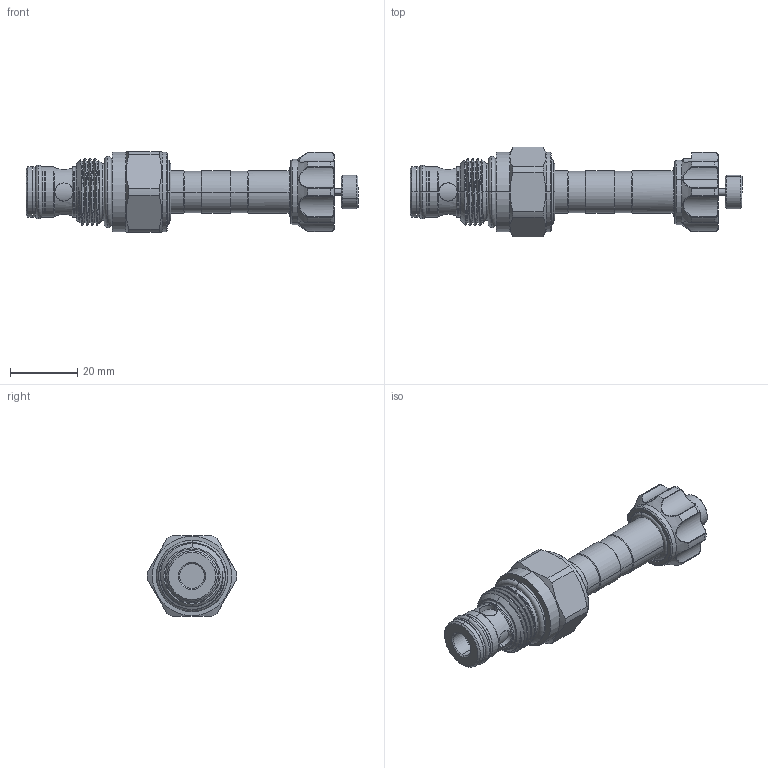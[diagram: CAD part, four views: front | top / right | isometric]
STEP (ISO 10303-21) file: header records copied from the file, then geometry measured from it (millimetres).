
FILE_DESCRIPTION (( 'STEP AP203' ), '1' );
FILE_NAME ('EP20M2A32P05.STEP', '2020-04-08T00:16:36', ( '' ), ( '' ), 'SwSTEP 2.0', 'SolidWorks 2018', '' );
FILE_SCHEMA (( 'CONFIG_CONTROL_DESIGN' ));
Length unit declared in the file: millimetre
Products named in the file (1): EP20M2A32P05
Bounding box: 98.8 x 26.69 x 24 mm (x, y, z)
Volume: 22479.1 mm3; surface area: 8712.4 mm2
Topology: 6 solids, 6 shells, 287 faces, 679 edges, 411 vertices
Faces by surface type: cylinder 129, cone 47, torus 43, bspline 38, plane 30
Entity records: 12576 total; most frequent: CARTESIAN_POINT 6191, ORIENTED_EDGE 1354, DIRECTION 1303, EDGE_CURVE 677, AXIS2_PLACEMENT_3D 564, VERTEX_POINT 411, CIRCLE 314, EDGE_LOOP 308
